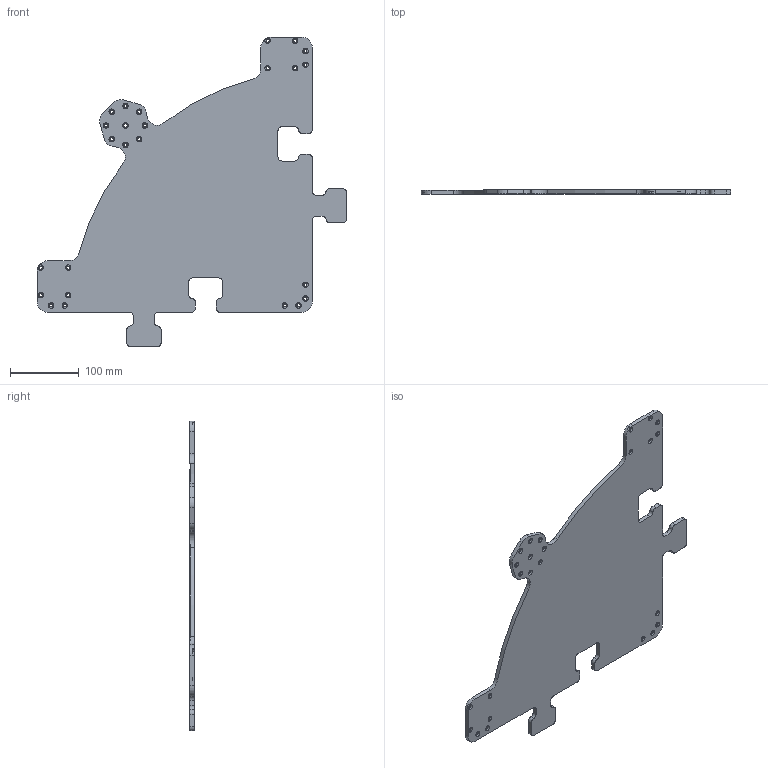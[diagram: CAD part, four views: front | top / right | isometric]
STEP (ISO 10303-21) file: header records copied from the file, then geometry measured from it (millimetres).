
FILE_DESCRIPTION(/* description */ (''),/* implementation_level */ '2;1');
FILE_NAME(/* name */ 'MCR2_1008_4_Curved_Lane.stp',/* time_stamp */ '2022-04-05T11:52:52+01:00',/* author */ ('Mario Martinez'),/* organization */ (''),/* preprocessor_version */ 'ST-DEVELOPER v17.2',/* originating_system */ 'Autodesk Inventor 2019',/* authorisation */ '');
FILE_SCHEMA (('AUTOMOTIVE_DESIGN { 1 0 10303 214 3 1 1 }'));
Length unit declared in the file: millimetre
Products named in the file (1): MCR2_1008_4_Curved_Lane
Bounding box: 450.02 x 6 x 450.02 mm (x, y, z)
Volume: 643084.8 mm3; surface area: 231050.9 mm2
Topology: 1 solids, 1 shells, 175 faces, 492 edges, 342 vertices
Faces by surface type: cylinder 105, plane 70
Full cylindrical faces by diameter (mm): 4.5 x25, 8 x23
Entity records: 5995 total; most frequent: DIRECTION 1104, CARTESIAN_POINT 1010, ORIENTED_EDGE 984, EDGE_CURVE 492, AXIS2_PLACEMENT_3D 436, VERTEX_POINT 342, CIRCLE 260, EDGE_LOOP 248
